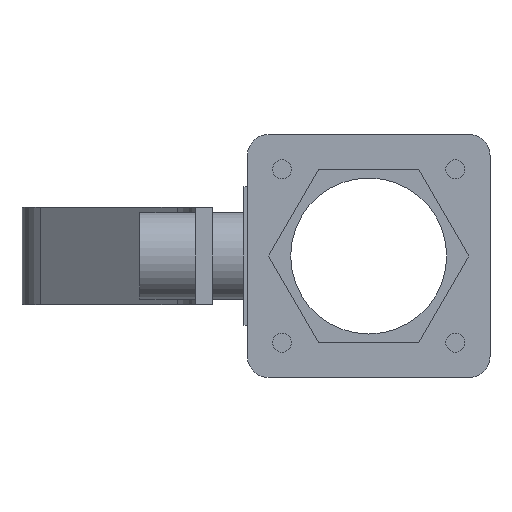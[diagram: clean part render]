
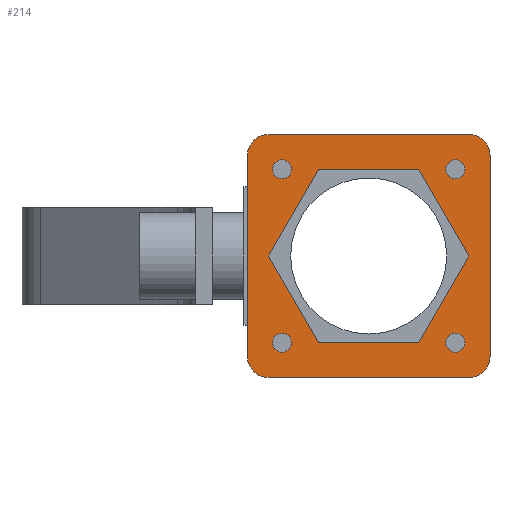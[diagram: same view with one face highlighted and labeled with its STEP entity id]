
A CAD part, left-side view. The second image highlights one B-rep face of the part: STEP entity #214.
In plain terms, the highlighted planar face has unit normal (-1, 0, 0).
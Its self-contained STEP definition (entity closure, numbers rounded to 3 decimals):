
#214=ADVANCED_FACE('NONE',(#482,#483,#484,#485,#486,#487),#488,.T.);
#482=FACE_OUTER_BOUND('',#803,.T.);
#483=FACE_BOUND('',#804,.T.);
#484=FACE_BOUND('',#805,.T.);
#485=FACE_BOUND('',#806,.T.);
#486=FACE_BOUND('',#807,.T.);
#487=FACE_BOUND('',#808,.T.);
#488=PLANE('',#809);
#803=EDGE_LOOP('',(#1382,#1383,#1384,#1385,#1386,#1387,#1388,#1389));
#804=EDGE_LOOP('',(#1390,#1391));
#805=EDGE_LOOP('',(#1392,#1393));
#806=EDGE_LOOP('',(#1394,#1395,#1396,#1397,#1398,#1399));
#807=EDGE_LOOP('',(#1400,#1401));
#808=EDGE_LOOP('',(#1402,#1403));
#809=AXIS2_PLACEMENT_3D('',#1404,#1405,#1406);
#1382=ORIENTED_EDGE('',*,*,#1920,.T.);
#1383=ORIENTED_EDGE('',*,*,#2072,.T.);
#1384=ORIENTED_EDGE('',*,*,#2073,.T.);
#1385=ORIENTED_EDGE('',*,*,#2074,.T.);
#1386=ORIENTED_EDGE('',*,*,#2075,.T.);
#1387=ORIENTED_EDGE('',*,*,#1908,.T.);
#1388=ORIENTED_EDGE('',*,*,#2076,.T.);
#1389=ORIENTED_EDGE('',*,*,#2077,.T.);
#1390=ORIENTED_EDGE('',*,*,#2078,.T.);
#1391=ORIENTED_EDGE('',*,*,#2064,.T.);
#1392=ORIENTED_EDGE('',*,*,#2059,.T.);
#1393=ORIENTED_EDGE('',*,*,#1969,.T.);
#1394=ORIENTED_EDGE('',*,*,#1906,.T.);
#1395=ORIENTED_EDGE('',*,*,#2079,.T.);
#1396=ORIENTED_EDGE('',*,*,#2080,.T.);
#1397=ORIENTED_EDGE('',*,*,#2056,.T.);
#1398=ORIENTED_EDGE('',*,*,#2081,.T.);
#1399=ORIENTED_EDGE('',*,*,#2007,.T.);
#1400=ORIENTED_EDGE('',*,*,#2082,.T.);
#1401=ORIENTED_EDGE('',*,*,#1955,.T.);
#1402=ORIENTED_EDGE('',*,*,#2070,.T.);
#1403=ORIENTED_EDGE('',*,*,#2083,.T.);
#1404=CARTESIAN_POINT('',(-40.0,-29.0,-29.0));
#1405=DIRECTION('',(-1.0,0.0,0.0));
#1406=DIRECTION('',(0.0,0.0,1.0));
#1906=EDGE_CURVE('NONE',#2287,#2291,#2293,.T.);
#1908=EDGE_CURVE('NONE',#2295,#2296,#2297,.T.);
#1920=EDGE_CURVE('NONE',#2318,#2316,#2319,.T.);
#1955=EDGE_CURVE('NONE',#2375,#2372,#2376,.T.);
#1969=EDGE_CURVE('NONE',#2399,#2396,#2400,.T.);
#2007=EDGE_CURVE('NONE',#2455,#2287,#2458,.T.);
#2056=EDGE_CURVE('NONE',#2523,#2527,#2529,.T.);
#2059=EDGE_CURVE('NONE',#2396,#2399,#2532,.T.);
#2064=EDGE_CURVE('NONE',#2539,#2536,#2540,.T.);
#2070=EDGE_CURVE('NONE',#2545,#2547,#2549,.T.);
#2072=EDGE_CURVE('NONE',#2316,#2551,#2552,.T.);
#2073=EDGE_CURVE('NONE',#2551,#2553,#2554,.T.);
#2074=EDGE_CURVE('NONE',#2553,#2555,#2556,.T.);
#2075=EDGE_CURVE('NONE',#2555,#2295,#2557,.T.);
#2076=EDGE_CURVE('NONE',#2296,#2558,#2559,.T.);
#2077=EDGE_CURVE('NONE',#2558,#2318,#2560,.T.);
#2078=EDGE_CURVE('NONE',#2536,#2539,#2561,.T.);
#2079=EDGE_CURVE('NONE',#2291,#2562,#2563,.T.);
#2080=EDGE_CURVE('NONE',#2562,#2523,#2564,.T.);
#2081=EDGE_CURVE('NONE',#2527,#2455,#2565,.T.);
#2082=EDGE_CURVE('NONE',#2372,#2375,#2566,.T.);
#2083=EDGE_CURVE('NONE',#2547,#2545,#2567,.T.);
#2287=VERTEX_POINT('NONE',#2812);
#2291=VERTEX_POINT('NONE',#2818);
#2293=LINE('',#2821,#2822);
#2295=VERTEX_POINT('NONE',#2824);
#2296=VERTEX_POINT('NONE',#2825);
#2297=LINE('',#2826,#2827);
#2316=VERTEX_POINT('NONE',#2851);
#2318=VERTEX_POINT('NONE',#2854);
#2319=CIRCLE('',#2855,6.0);
#2372=VERTEX_POINT('NONE',#2926);
#2375=VERTEX_POINT('',#2930);
#2376=CIRCLE('',#2931,2.75);
#2396=VERTEX_POINT('NONE',#2957);
#2399=VERTEX_POINT('',#2961);
#2400=CIRCLE('',#2962,2.75);
#2455=VERTEX_POINT('NONE',#3034);
#2458=LINE('',#3039,#3040);
#2523=VERTEX_POINT('NONE',#3123);
#2527=VERTEX_POINT('NONE',#3129);
#2529=LINE('',#3132,#3133);
#2532=CIRCLE('',#3136,2.75);
#2536=VERTEX_POINT('NONE',#3140);
#2539=VERTEX_POINT('',#3144);
#2540=CIRCLE('',#3145,2.75);
#2545=VERTEX_POINT('NONE',#3151);
#2547=VERTEX_POINT('',#3154);
#2549=CIRCLE('',#3157,2.75);
#2551=VERTEX_POINT('NONE',#3159);
#2552=LINE('',#3160,#3161);
#2553=VERTEX_POINT('NONE',#3162);
#2554=CIRCLE('',#3163,6.0);
#2555=VERTEX_POINT('NONE',#3164);
#2556=LINE('',#3165,#3166);
#2557=CIRCLE('',#3167,6.0);
#2558=VERTEX_POINT('NONE',#3168);
#2559=CIRCLE('',#3169,6.0);
#2560=LINE('',#3170,#3171);
#2561=CIRCLE('',#3172,2.75);
#2562=VERTEX_POINT('NONE',#3173);
#2563=LINE('',#3174,#3175);
#2564=LINE('',#3176,#3177);
#2565=LINE('',#3178,#3179);
#2566=CIRCLE('',#3180,2.75);
#2567=CIRCLE('',#3181,2.75);
#2812=CARTESIAN_POINT('',(-40.0,14.434,25.0));
#2818=CARTESIAN_POINT('',(-40.0,-14.434,25.0));
#2821=CARTESIAN_POINT('',(-40.0,14.434,25.0));
#2822=VECTOR('',#3454,1000.0);
#2824=CARTESIAN_POINT('',(-40.0,-35.0,-29.0));
#2825=CARTESIAN_POINT('',(-40.0,-35.0,29.0));
#2826=CARTESIAN_POINT('',(-40.0,-35.0,-29.0));
#2827=VECTOR('',#3455,1000.0);
#2851=CARTESIAN_POINT('',(-40.0,35.0,29.0));
#2854=CARTESIAN_POINT('',(-40.0,29.0,35.0));
#2855=AXIS2_PLACEMENT_3D('',#3471,#3472,#3473);
#2926=CARTESIAN_POINT('',(-40.0,25.0,-22.25));
#2930=CARTESIAN_POINT('',(-40.0,25.0,-27.75));
#2931=AXIS2_PLACEMENT_3D('',#3514,#3515,#3516);
#2957=CARTESIAN_POINT('',(-40.0,25.0,27.75));
#2961=CARTESIAN_POINT('',(-40.0,25.0,22.25));
#2962=AXIS2_PLACEMENT_3D('',#3536,#3537,#3538);
#3034=CARTESIAN_POINT('',(-40.0,28.868,0.));
#3039=CARTESIAN_POINT('',(-40.0,28.868,0.));
#3040=VECTOR('',#3582,1000.0);
#3123=CARTESIAN_POINT('',(-40.0,-14.434,-25.0));
#3129=CARTESIAN_POINT('',(-40.0,14.434,-25.0));
#3132=CARTESIAN_POINT('',(-40.0,-14.434,-25.0));
#3133=VECTOR('',#3652,1000.0);
#3136=AXIS2_PLACEMENT_3D('',#3656,#3657,#3658);
#3140=CARTESIAN_POINT('',(-40.0,-25.0,-22.25));
#3144=CARTESIAN_POINT('',(-40.0,-25.0,-27.75));
#3145=AXIS2_PLACEMENT_3D('',#3663,#3664,#3665);
#3151=CARTESIAN_POINT('',(-40.0,-25.0,27.75));
#3154=CARTESIAN_POINT('',(-40.0,-25.0,22.25));
#3157=AXIS2_PLACEMENT_3D('',#3672,#3673,#3674);
#3159=CARTESIAN_POINT('',(-40.0,35.0,-29.0));
#3160=CARTESIAN_POINT('',(-40.0,35.0,-29.0));
#3161=VECTOR('',#3675,1000.0);
#3162=CARTESIAN_POINT('',(-40.0,29.0,-35.0));
#3163=AXIS2_PLACEMENT_3D('',#3676,#3677,#3678);
#3164=CARTESIAN_POINT('',(-40.0,-29.0,-35.0));
#3165=CARTESIAN_POINT('',(-40.0,-29.0,-35.0));
#3166=VECTOR('',#3679,1000.0);
#3167=AXIS2_PLACEMENT_3D('',#3680,#3681,#3682);
#3168=CARTESIAN_POINT('',(-40.0,-29.0,35.0));
#3169=AXIS2_PLACEMENT_3D('',#3683,#3684,#3685);
#3170=CARTESIAN_POINT('',(-40.0,-29.0,35.0));
#3171=VECTOR('',#3686,1000.0);
#3172=AXIS2_PLACEMENT_3D('',#3687,#3688,#3689);
#3173=CARTESIAN_POINT('',(-40.0,-28.868,0.));
#3174=CARTESIAN_POINT('',(-40.0,-14.434,25.0));
#3175=VECTOR('',#3690,1000.0);
#3176=CARTESIAN_POINT('',(-40.0,-28.868,0.));
#3177=VECTOR('',#3691,1000.0);
#3178=CARTESIAN_POINT('',(-40.0,14.434,-25.0));
#3179=VECTOR('',#3692,1000.0);
#3180=AXIS2_PLACEMENT_3D('',#3693,#3694,#3695);
#3181=AXIS2_PLACEMENT_3D('',#3696,#3697,#3698);
#3454=DIRECTION('',(-0.0,-1.0,-0.0));
#3455=DIRECTION('',(0.0,0.0,1.0));
#3471=CARTESIAN_POINT('',(-40.0,29.0,29.0));
#3472=DIRECTION('',(-1.0,-0.0,-0.0));
#3473=DIRECTION('',(0.0,0.0,-1.0));
#3514=CARTESIAN_POINT('',(-40.0,25.0,-25.0));
#3515=DIRECTION('',(1.0,0.0,-0.0));
#3516=DIRECTION('',(0.0,0.0,1.0));
#3536=CARTESIAN_POINT('',(-40.0,25.0,25.0));
#3537=DIRECTION('',(1.0,0.0,-0.0));
#3538=DIRECTION('',(0.0,0.0,1.0));
#3582=DIRECTION('',(-0.0,-0.5,0.866));
#3652=DIRECTION('',(-0.0,1.0,0.));
#3656=CARTESIAN_POINT('',(-40.0,25.0,25.0));
#3657=DIRECTION('',(1.0,0.0,-0.0));
#3658=DIRECTION('',(0.0,0.0,1.0));
#3663=CARTESIAN_POINT('',(-40.0,-25.0,-25.0));
#3664=DIRECTION('',(1.0,0.0,-0.0));
#3665=DIRECTION('',(0.0,0.0,1.0));
#3672=CARTESIAN_POINT('',(-40.0,-25.0,25.0));
#3673=DIRECTION('',(1.0,0.0,-0.0));
#3674=DIRECTION('',(0.0,0.0,1.0));
#3675=DIRECTION('',(-0.0,-0.0,-1.0));
#3676=CARTESIAN_POINT('',(-40.0,29.0,-29.0));
#3677=DIRECTION('',(-1.0,-0.0,0.0));
#3678=DIRECTION('',(0.0,0.,-1.0));
#3679=DIRECTION('',(-0.0,-1.0,0.0));
#3680=CARTESIAN_POINT('',(-40.0,-29.0,-29.0));
#3681=DIRECTION('',(-1.0,-0.0,-0.0));
#3682=DIRECTION('',(0.0,0.0,-1.0));
#3683=CARTESIAN_POINT('',(-40.0,-29.0,29.0));
#3684=DIRECTION('',(-1.0,-0.0,-0.0));
#3685=DIRECTION('',(0.0,0.0,-1.0));
#3686=DIRECTION('',(0.0,1.0,-0.0));
#3687=CARTESIAN_POINT('',(-40.0,-25.0,-25.0));
#3688=DIRECTION('',(1.0,0.0,-0.0));
#3689=DIRECTION('',(0.0,0.0,1.0));
#3690=DIRECTION('',(-0.0,-0.5,-0.866));
#3691=DIRECTION('',(-0.0,0.5,-0.866));
#3692=DIRECTION('',(-0.0,0.5,0.866));
#3693=CARTESIAN_POINT('',(-40.0,25.0,-25.0));
#3694=DIRECTION('',(1.0,0.0,-0.0));
#3695=DIRECTION('',(0.0,0.0,1.0));
#3696=CARTESIAN_POINT('',(-40.0,-25.0,25.0));
#3697=DIRECTION('',(1.0,0.0,-0.0));
#3698=DIRECTION('',(0.0,0.0,1.0));
